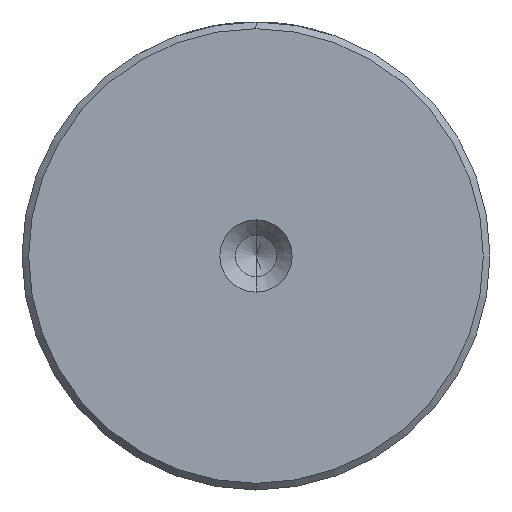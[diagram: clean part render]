
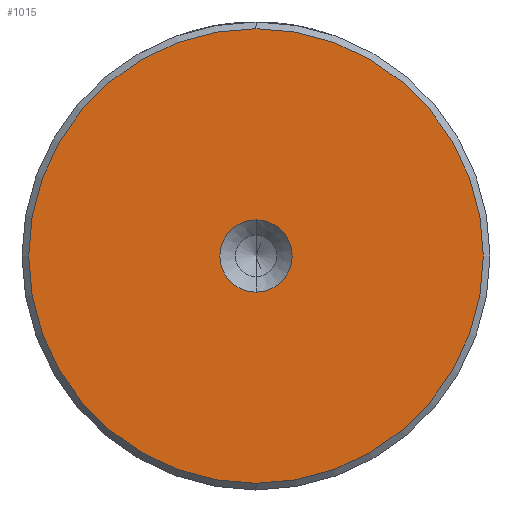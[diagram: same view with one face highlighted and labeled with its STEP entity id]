
A CAD part, left-side view. The second image highlights one B-rep face of the part: STEP entity #1015.
In plain terms, the highlighted planar face has unit normal (-1, 0, 0).
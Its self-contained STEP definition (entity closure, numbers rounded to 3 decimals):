
#106 = EDGE_CURVE ( 'NONE', #1655, #2177, #490, .T. ) ;
#111 = ORIENTED_EDGE ( 'NONE', *, *, #1641, .T. ) ;
#179 = DIRECTION ( 'NONE',  ( -1., 0., 0. ) ) ;
#306 = FACE_BOUND ( 'NONE', #1967, .T. ) ;
#438 = ORIENTED_EDGE ( 'NONE', *, *, #514, .F. ) ;
#470 = ORIENTED_EDGE ( 'NONE', *, *, #106, .T. ) ;
#490 = CIRCLE ( 'NONE', #950, 17. ) ;
#514 = EDGE_CURVE ( 'NONE', #1554, #1827, #1295, .T. ) ;
#594 = DIRECTION ( 'NONE',  ( -1., 0., 0. ) ) ;
#650 = CARTESIAN_POINT ( 'NONE',  ( 0., 0., 17. ) ) ;
#746 = DIRECTION ( 'NONE',  ( -1., 0., 0. ) ) ;
#850 = CARTESIAN_POINT ( 'NONE',  ( 0., 0., 2.7 ) ) ;
#867 = CIRCLE ( 'NONE', #1722, 17. ) ;
#915 = AXIS2_PLACEMENT_3D ( 'NONE', #1031, #179, #1720 ) ;
#950 = AXIS2_PLACEMENT_3D ( 'NONE', #1786, #1583, #1562 ) ;
#1015 = ADVANCED_FACE ( 'NONE', ( #1404, #306 ), #1701, .T. ) ;
#1023 = CARTESIAN_POINT ( 'NONE',  ( 0., 0., -17. ) ) ;
#1031 = CARTESIAN_POINT ( 'NONE',  ( 0., 0., 0. ) ) ;
#1162 = AXIS2_PLACEMENT_3D ( 'NONE', #2084, #746, #2308 ) ;
#1285 = EDGE_CURVE ( 'NONE', #1827, #1554, #2736, .T. ) ;
#1295 = CIRCLE ( 'NONE', #1990, 2.7 ) ;
#1404 = FACE_OUTER_BOUND ( 'NONE', #1608, .T. ) ;
#1516 = ORIENTED_EDGE ( 'NONE', *, *, #1285, .F. ) ;
#1554 = VERTEX_POINT ( 'NONE', #1672 ) ;
#1562 = DIRECTION ( 'NONE',  ( 0., 0., 1. ) ) ;
#1583 = DIRECTION ( 'NONE',  ( -1., 0., 0. ) ) ;
#1608 = EDGE_LOOP ( 'NONE', ( #470, #111 ) ) ;
#1641 = EDGE_CURVE ( 'NONE', #2177, #1655, #867, .T. ) ;
#1655 = VERTEX_POINT ( 'NONE', #1023 ) ;
#1672 = CARTESIAN_POINT ( 'NONE',  ( 0., 0., -2.7 ) ) ;
#1701 = PLANE ( 'NONE',  #915 ) ;
#1720 = DIRECTION ( 'NONE',  ( 0., 0., 1. ) ) ;
#1722 = AXIS2_PLACEMENT_3D ( 'NONE', #1927, #594, #2149 ) ;
#1786 = CARTESIAN_POINT ( 'NONE',  ( 0., 0., 0. ) ) ;
#1827 = VERTEX_POINT ( 'NONE', #850 ) ;
#1927 = CARTESIAN_POINT ( 'NONE',  ( 0., 0., 0. ) ) ;
#1967 = EDGE_LOOP ( 'NONE', ( #1516, #438 ) ) ;
#1990 = AXIS2_PLACEMENT_3D ( 'NONE', #2030, #2019, #2011 ) ;
#2011 = DIRECTION ( 'NONE',  ( 0., 0., 1. ) ) ;
#2019 = DIRECTION ( 'NONE',  ( -1., 0., 0. ) ) ;
#2030 = CARTESIAN_POINT ( 'NONE',  ( 0., 0., 0. ) ) ;
#2084 = CARTESIAN_POINT ( 'NONE',  ( 0., 0., 0. ) ) ;
#2149 = DIRECTION ( 'NONE',  ( 0., 0., 1. ) ) ;
#2177 = VERTEX_POINT ( 'NONE', #650 ) ;
#2308 = DIRECTION ( 'NONE',  ( 0., 0., 1. ) ) ;
#2736 = CIRCLE ( 'NONE', #1162, 2.7 ) ;
